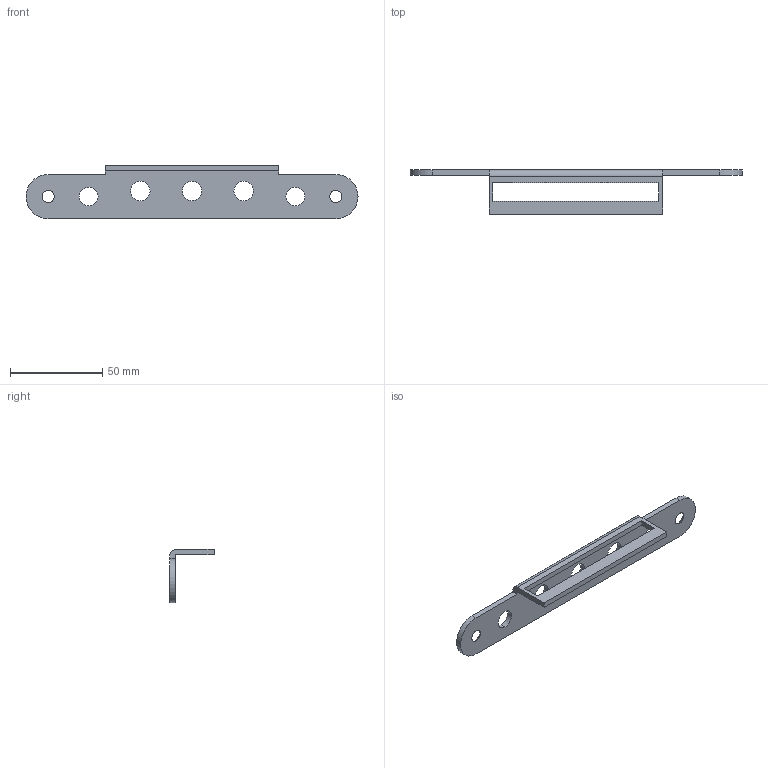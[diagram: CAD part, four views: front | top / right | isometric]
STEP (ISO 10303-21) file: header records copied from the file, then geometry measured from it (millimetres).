
FILE_DESCRIPTION (( 'STEP AP214' ), '1' );
FILE_NAME ('OBX-3199-re_D043-30801.STEP', '2023-05-30T13:07:19', ( '' ), ( '' ), 'SwSTEP 2.0', 'SolidWorks 2020', '' );
FILE_SCHEMA (( 'AUTOMOTIVE_DESIGN' ));
Length unit declared in the file: millimetre
Products named in the file (1): OBX-3199-re_D043-30801
Bounding box: 180 x 24 x 29 mm (x, y, z)
Volume: 15283.3 mm3; surface area: 12838.8 mm2
Topology: 1 solids, 1 shells, 35 faces, 95 edges, 62 vertices
Faces by surface type: cylinder 17, plane 14, cone 4
Entity records: 1181 total; most frequent: DIRECTION 205, CARTESIAN_POINT 193, ORIENTED_EDGE 190, EDGE_CURVE 95, AXIS2_PLACEMENT_3D 74, VERTEX_POINT 62, VECTOR 57, LINE 57
